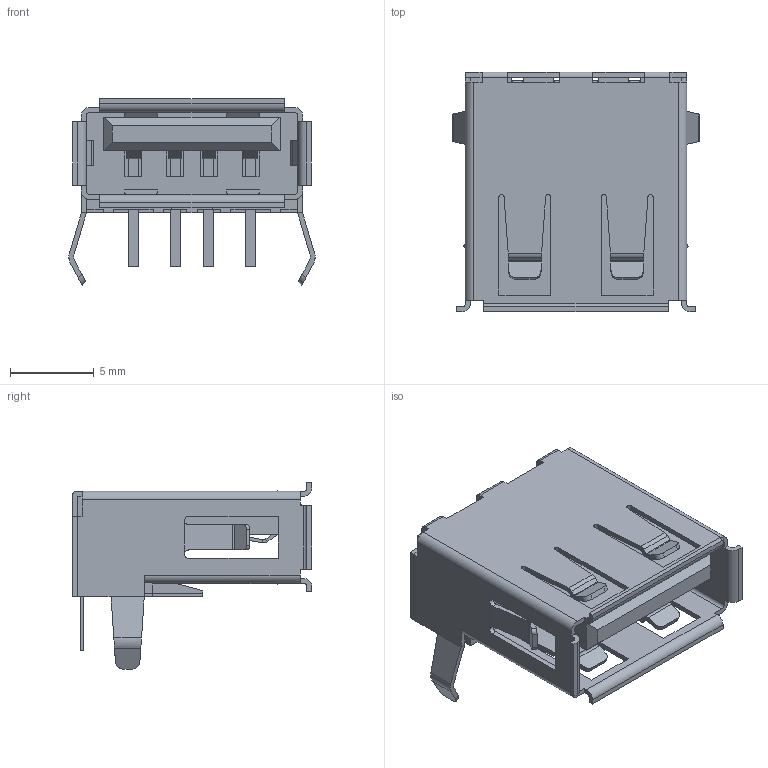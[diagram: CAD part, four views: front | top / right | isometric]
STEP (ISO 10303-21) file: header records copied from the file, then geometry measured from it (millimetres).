
FILE_DESCRIPTION(('FreeCAD Model'),'2;1');
FILE_NAME('Open CASCADE Shape Model','2025-03-10T11:08:46',(''),(''), 'Open CASCADE STEP processor 7.6','FreeCAD','Unknown');
FILE_SCHEMA(('AUTOMOTIVE_DESIGN { 1 0 10303 214 1 1 1 1 }'));
Length unit declared in the file: millimetre
Products named in the file (16): 3tqR-U1-USB-A-TH_USB-302-T; COMPOUND014; COMPOUND; COMPOUND001; COMPOUND002; COMPOUND003; COMPOUND004; COMPOUND005; COMPOUND006; COMPOUND007; COMPOUND008; COMPOUND009; COMPOUND010; COMPOUND011; COMPOUND012; COMPOUND013
Assembly tree (15 placements, depth 3):
  3tqR-U1-USB-A-TH_USB-302-T
    COMPOUND014
      COMPOUND
      COMPOUND001
      COMPOUND002
      COMPOUND003
      COMPOUND004
      COMPOUND005
      COMPOUND006
      COMPOUND007
      COMPOUND008
      COMPOUND009
      COMPOUND010
      COMPOUND011
      COMPOUND012
      COMPOUND013
Bounding box: 14.68 x 14.3 x 11.11 mm (x, y, z)
Volume: 583.9 mm3; surface area: 1738.2 mm2
Topology: 14 solids, 14 shells, 829 faces, 2165 edges, 1366 vertices
Faces by surface type: plane 596, cylinder 121, bspline 112
Entity records: 30201 total; most frequent: CARTESIAN_POINT 6576, ORIENTED_EDGE 4330, DIRECTION 3585, EDGE_CURVE 2165, LINE 1691, VECTOR 1691, VERTEX_POINT 1366, AXIS2_PLACEMENT_3D 947
